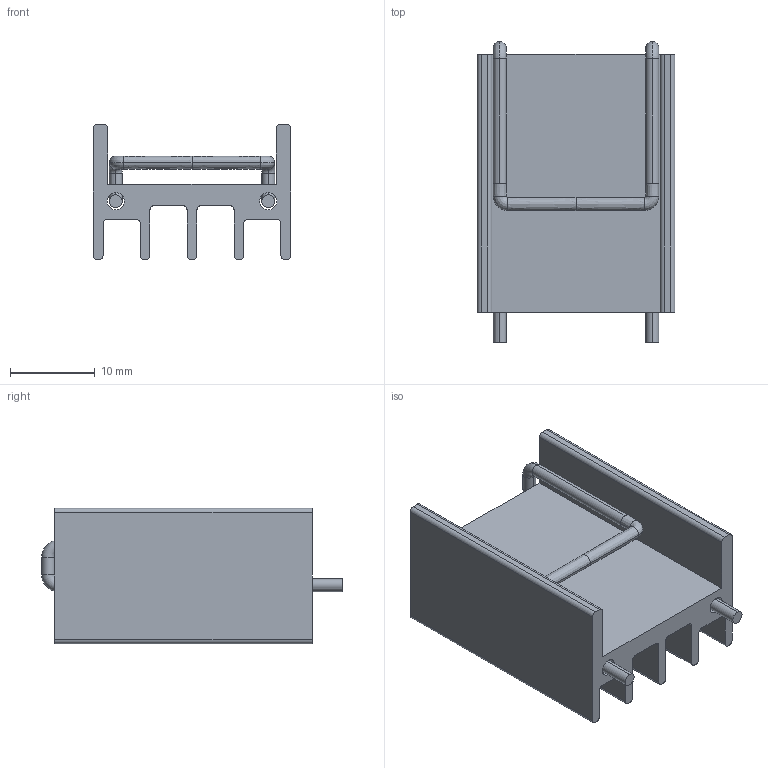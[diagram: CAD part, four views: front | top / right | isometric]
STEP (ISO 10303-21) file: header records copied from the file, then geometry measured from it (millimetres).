
FILE_DESCRIPTION((''),'2;1');
FILE_NAME('247','2023-05-08T14:42:23',('Administrator'),(''),'CREO PARAMETRIC BY PTC INC, 2019292','CREO PARAMETRIC BY PTC INC, 2019292','');
FILE_SCHEMA(('AUTOMOTIVE_DESIGN { 1 0 10303 214 1 1 1 1 }'));
Length unit declared in the file: inch
Products named in the file (1): 247
Bounding box: 23.37 x 35.56 x 16 mm (x, y, z)
Volume: 4130.5 mm3; surface area: 5326.5 mm2
Topology: 1 solids, 1 shells, 86 faces, 244 edges, 164 vertices
Faces by surface type: cylinder 38, plane 28, bspline 12, torus 8
Entity records: 3883 total; most frequent: CARTESIAN_POINT 1185, DIRECTION 466, ORIENTED_EDGE 460, EDGE_CURVE 230, AXIS2_PLACEMENT_3D 169, VERTEX_POINT 144, VECTOR 128, LINE 128
